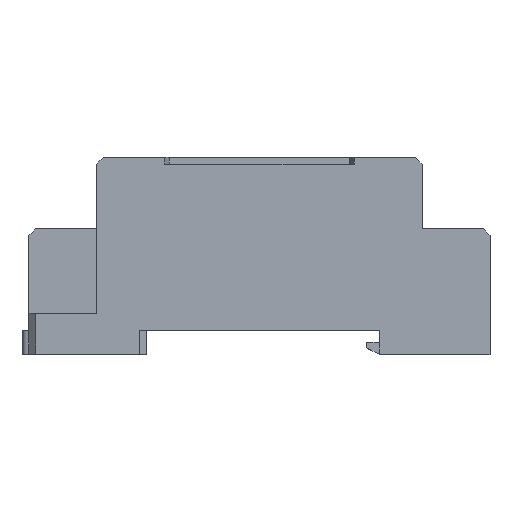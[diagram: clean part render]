
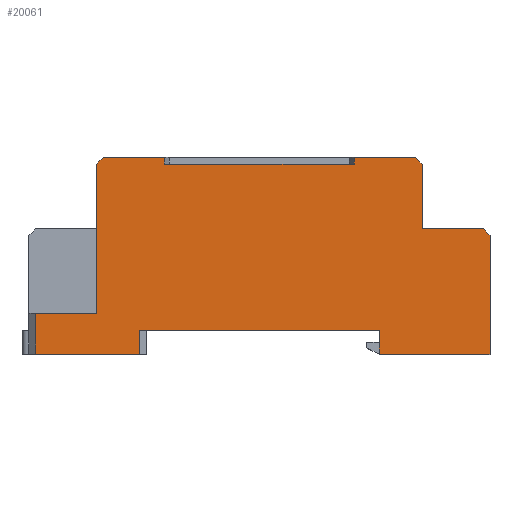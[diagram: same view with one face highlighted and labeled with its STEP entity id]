
A CAD part, top view. The second image highlights one B-rep face of the part: STEP entity #20061.
In plain terms, the highlighted planar face has unit normal (0, 0, 1).
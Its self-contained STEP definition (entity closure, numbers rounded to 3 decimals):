
#144 = VERTEX_POINT ( 'NONE', #19056 ) ;
#301 = VECTOR ( 'NONE', #16890, 1000. ) ;
#379 = PLANE ( 'NONE',  #11408 ) ;
#495 = VECTOR ( 'NONE', #19531, 1000. ) ;
#623 = ORIENTED_EDGE ( 'NONE', *, *, #17435, .T. ) ;
#723 = CARTESIAN_POINT ( 'NONE',  ( -17.7, 3.5, 15. ) ) ;
#952 = CARTESIAN_POINT ( 'NONE',  ( 26., 26., 15. ) ) ;
#1106 = EDGE_CURVE ( 'NONE', #10199, #8479, #11122, .T. ) ;
#1153 = VECTOR ( 'NONE', #10328, 1000. ) ;
#1207 = LINE ( 'NONE', #14097, #13279 ) ;
#1265 = CARTESIAN_POINT ( 'NONE',  ( 24., 29., 15. ) ) ;
#1292 = EDGE_CURVE ( 'NONE', #20816, #1942, #13067, .T. ) ;
#1304 = LINE ( 'NONE', #3823, #301 ) ;
#1328 = CARTESIAN_POINT ( 'NONE',  ( -33., 0., 15. ) ) ;
#1458 = CARTESIAN_POINT ( 'NONE',  ( -33., 6., 15. ) ) ;
#1530 = CARTESIAN_POINT ( 'NONE',  ( -33., 0., 15. ) ) ;
#1942 = VERTEX_POINT ( 'NONE', #10395 ) ;
#1974 = EDGE_LOOP ( 'NONE', ( #5459, #13266, #4572, #5640, #3407, #20241, #19115, #17177, #13631, #5110, #12635, #623, #8874, #8040, #14419, #3318, #4802, #2250, #18914 ) ) ;
#2250 = ORIENTED_EDGE ( 'NONE', *, *, #19102, .T. ) ;
#2514 = DIRECTION ( 'NONE',  ( -1., 0., 0. ) ) ;
#2551 = VERTEX_POINT ( 'NONE', #723 ) ;
#2732 = VERTEX_POINT ( 'NONE', #17653 ) ;
#2769 = CARTESIAN_POINT ( 'NONE',  ( 24., 18.5, 15. ) ) ;
#3042 = DIRECTION ( 'NONE',  ( -1., 0., 0. ) ) ;
#3089 = LINE ( 'NONE', #2769, #7351 ) ;
#3119 = VECTOR ( 'NONE', #13423, 1000. ) ;
#3165 = LINE ( 'NONE', #3651, #3119 ) ;
#3266 = EDGE_CURVE ( 'NONE', #19288, #144, #14158, .T. ) ;
#3318 = ORIENTED_EDGE ( 'NONE', *, *, #20663, .T. ) ;
#3407 = ORIENTED_EDGE ( 'NONE', *, *, #18412, .T. ) ;
#3492 = VECTOR ( 'NONE', #11085, 1000. ) ;
#3651 = CARTESIAN_POINT ( 'NONE',  ( 14., 28., 15. ) ) ;
#3709 = CARTESIAN_POINT ( 'NONE',  ( 0., 0., 15. ) ) ;
#3779 = DIRECTION ( 'NONE',  ( 0., 0., 1. ) ) ;
#3823 = CARTESIAN_POINT ( 'NONE',  ( -17.7, 0., 15. ) ) ;
#4020 = EDGE_CURVE ( 'NONE', #11669, #20816, #3165, .T. ) ;
#4173 = VERTEX_POINT ( 'NONE', #12199 ) ;
#4304 = CARTESIAN_POINT ( 'NONE',  ( 34., 17.5, 15. ) ) ;
#4572 = ORIENTED_EDGE ( 'NONE', *, *, #11187, .T. ) ;
#4754 = VECTOR ( 'NONE', #18328, 1000. ) ;
#4802 = ORIENTED_EDGE ( 'NONE', *, *, #10284, .T. ) ;
#4919 = LINE ( 'NONE', #10192, #4754 ) ;
#5110 = ORIENTED_EDGE ( 'NONE', *, *, #11434, .T. ) ;
#5459 = ORIENTED_EDGE ( 'NONE', *, *, #1292, .F. ) ;
#5576 = LINE ( 'NONE', #10427, #9886 ) ;
#5640 = ORIENTED_EDGE ( 'NONE', *, *, #20700, .T. ) ;
#5756 = CARTESIAN_POINT ( 'NONE',  ( 17.7, 0., 15. ) ) ;
#6316 = CARTESIAN_POINT ( 'NONE',  ( -17.7, 3.5, 15. ) ) ;
#6670 = VERTEX_POINT ( 'NONE', #5756 ) ;
#6971 = VECTOR ( 'NONE', #19195, 1000. ) ;
#7264 = EDGE_CURVE ( 'NONE', #8479, #14702, #4919, .T. ) ;
#7351 = VECTOR ( 'NONE', #12554, 1000. ) ;
#7551 = VERTEX_POINT ( 'NONE', #19450 ) ;
#8040 = ORIENTED_EDGE ( 'NONE', *, *, #1106, .T. ) ;
#8072 = LINE ( 'NONE', #952, #20018 ) ;
#8097 = CARTESIAN_POINT ( 'NONE',  ( -34., 0., 15. ) ) ;
#8254 = VERTEX_POINT ( 'NONE', #15007 ) ;
#8479 = VERTEX_POINT ( 'NONE', #4304 ) ;
#8495 = VERTEX_POINT ( 'NONE', #12404 ) ;
#8732 = CARTESIAN_POINT ( 'NONE',  ( 17.7, 3.5, 15. ) ) ;
#8874 = ORIENTED_EDGE ( 'NONE', *, *, #13737, .T. ) ;
#9476 = CARTESIAN_POINT ( 'NONE',  ( -34., 6., 15. ) ) ;
#9886 = VECTOR ( 'NONE', #20206, 1000. ) ;
#9929 = LINE ( 'NONE', #8732, #1153 ) ;
#10118 = CARTESIAN_POINT ( 'NONE',  ( -24., 6., 15. ) ) ;
#10192 = CARTESIAN_POINT ( 'NONE',  ( 25.75, 25.75, 15. ) ) ;
#10199 = VERTEX_POINT ( 'NONE', #18928 ) ;
#10250 = LINE ( 'NONE', #1265, #18936 ) ;
#10284 = EDGE_CURVE ( 'NONE', #7551, #8254, #3089, .T. ) ;
#10328 = DIRECTION ( 'NONE',  ( 0., -1., 0. ) ) ;
#10356 = DIRECTION ( 'NONE',  ( 0., 1., 0. ) ) ;
#10395 = CARTESIAN_POINT ( 'NONE',  ( 14., 29., 15. ) ) ;
#10427 = CARTESIAN_POINT ( 'NONE',  ( -26., 26., 15. ) ) ;
#10548 = VECTOR ( 'NONE', #16313, 1000. ) ;
#10743 = DIRECTION ( 'NONE',  ( -0.707, 0.707, 0. ) ) ;
#11085 = DIRECTION ( 'NONE',  ( 1., 0., 0. ) ) ;
#11120 = EDGE_CURVE ( 'NONE', #21313, #19288, #16394, .T. ) ;
#11122 = LINE ( 'NONE', #12433, #11176 ) ;
#11176 = VECTOR ( 'NONE', #10356, 1000. ) ;
#11187 = EDGE_CURVE ( 'NONE', #11669, #8495, #21012, .T. ) ;
#11408 = AXIS2_PLACEMENT_3D ( 'NONE', #3709, #3779, #15195 ) ;
#11434 = EDGE_CURVE ( 'NONE', #144, #2551, #1304, .T. ) ;
#11669 = VERTEX_POINT ( 'NONE', #15940 ) ;
#11687 = EDGE_CURVE ( 'NONE', #21313, #18868, #16512, .T. ) ;
#11790 = LINE ( 'NONE', #15901, #6971 ) ;
#12199 = CARTESIAN_POINT ( 'NONE',  ( -23., 29., 15. ) ) ;
#12404 = CARTESIAN_POINT ( 'NONE',  ( -14., 29., 15. ) ) ;
#12433 = CARTESIAN_POINT ( 'NONE',  ( 34., 18.5, 15. ) ) ;
#12554 = DIRECTION ( 'NONE',  ( 0., 1., 0. ) ) ;
#12635 = ORIENTED_EDGE ( 'NONE', *, *, #17214, .T. ) ;
#12810 = DIRECTION ( 'NONE',  ( 0., -1., 0. ) ) ;
#12887 = VERTEX_POINT ( 'NONE', #20511 ) ;
#13067 = LINE ( 'NONE', #17787, #13102 ) ;
#13102 = VECTOR ( 'NONE', #15135, 1000. ) ;
#13266 = ORIENTED_EDGE ( 'NONE', *, *, #4020, .F. ) ;
#13279 = VECTOR ( 'NONE', #15734, 1000. ) ;
#13423 = DIRECTION ( 'NONE',  ( 1., 0., 0. ) ) ;
#13582 = LINE ( 'NONE', #15592, #17426 ) ;
#13631 = ORIENTED_EDGE ( 'NONE', *, *, #3266, .T. ) ;
#13688 = VECTOR ( 'NONE', #21104, 1000. ) ;
#13737 = EDGE_CURVE ( 'NONE', #6670, #10199, #14893, .T. ) ;
#13853 = FACE_OUTER_BOUND ( 'NONE', #1974, .T. ) ;
#13918 = VERTEX_POINT ( 'NONE', #19946 ) ;
#14072 = EDGE_CURVE ( 'NONE', #12887, #1942, #13582, .T. ) ;
#14097 = CARTESIAN_POINT ( 'NONE',  ( -24., 29., 15. ) ) ;
#14158 = LINE ( 'NONE', #8097, #13688 ) ;
#14298 = CARTESIAN_POINT ( 'NONE',  ( 33., 18.5, 15. ) ) ;
#14419 = ORIENTED_EDGE ( 'NONE', *, *, #7264, .T. ) ;
#14526 = LINE ( 'NONE', #6316, #18361 ) ;
#14613 = CARTESIAN_POINT ( 'NONE',  ( 17.7, 0., 15. ) ) ;
#14702 = VERTEX_POINT ( 'NONE', #14298 ) ;
#14893 = LINE ( 'NONE', #14613, #10548 ) ;
#15007 = CARTESIAN_POINT ( 'NONE',  ( 24., 28., 15. ) ) ;
#15135 = DIRECTION ( 'NONE',  ( 0., 1., 0. ) ) ;
#15195 = DIRECTION ( 'NONE',  ( 1., 0., 0. ) ) ;
#15592 = CARTESIAN_POINT ( 'NONE',  ( 24., 29., 15. ) ) ;
#15734 = DIRECTION ( 'NONE',  ( 0., -1., 0. ) ) ;
#15901 = CARTESIAN_POINT ( 'NONE',  ( 34., 18.5, 15. ) ) ;
#15940 = CARTESIAN_POINT ( 'NONE',  ( -14., 28., 15. ) ) ;
#16035 = EDGE_CURVE ( 'NONE', #13918, #18868, #1207, .T. ) ;
#16038 = DIRECTION ( 'NONE',  ( 1., 0., 0. ) ) ;
#16241 = CARTESIAN_POINT ( 'NONE',  ( -14., 28., 15. ) ) ;
#16313 = DIRECTION ( 'NONE',  ( 1., 0., 0. ) ) ;
#16394 = LINE ( 'NONE', #1328, #18541 ) ;
#16400 = CARTESIAN_POINT ( 'NONE',  ( 14., 28., 15. ) ) ;
#16512 = LINE ( 'NONE', #9476, #3492 ) ;
#16890 = DIRECTION ( 'NONE',  ( 0., 1., 0. ) ) ;
#17177 = ORIENTED_EDGE ( 'NONE', *, *, #11120, .T. ) ;
#17214 = EDGE_CURVE ( 'NONE', #2551, #2732, #14526, .T. ) ;
#17426 = VECTOR ( 'NONE', #2514, 1000. ) ;
#17435 = EDGE_CURVE ( 'NONE', #2732, #6670, #9929, .T. ) ;
#17653 = CARTESIAN_POINT ( 'NONE',  ( 17.7, 3.5, 15. ) ) ;
#17787 = CARTESIAN_POINT ( 'NONE',  ( 14., 28., 15. ) ) ;
#18328 = DIRECTION ( 'NONE',  ( -0.707, 0.707, 0. ) ) ;
#18361 = VECTOR ( 'NONE', #16038, 1000. ) ;
#18412 = EDGE_CURVE ( 'NONE', #4173, #13918, #5576, .T. ) ;
#18541 = VECTOR ( 'NONE', #12810, 1000. ) ;
#18868 = VERTEX_POINT ( 'NONE', #10118 ) ;
#18914 = ORIENTED_EDGE ( 'NONE', *, *, #14072, .T. ) ;
#18928 = CARTESIAN_POINT ( 'NONE',  ( 34., 0., 15. ) ) ;
#18936 = VECTOR ( 'NONE', #3042, 1000. ) ;
#19056 = CARTESIAN_POINT ( 'NONE',  ( -17.7, 0., 15. ) ) ;
#19102 = EDGE_CURVE ( 'NONE', #8254, #12887, #8072, .T. ) ;
#19115 = ORIENTED_EDGE ( 'NONE', *, *, #11687, .F. ) ;
#19195 = DIRECTION ( 'NONE',  ( -1., 0., 0. ) ) ;
#19288 = VERTEX_POINT ( 'NONE', #1530 ) ;
#19450 = CARTESIAN_POINT ( 'NONE',  ( 24., 18.5, 15. ) ) ;
#19531 = DIRECTION ( 'NONE',  ( 0., 1., 0. ) ) ;
#19946 = CARTESIAN_POINT ( 'NONE',  ( -24., 28., 15. ) ) ;
#20018 = VECTOR ( 'NONE', #10743, 1000. ) ;
#20061 = ADVANCED_FACE ( 'NONE', ( #13853 ), #379, .T. ) ;
#20206 = DIRECTION ( 'NONE',  ( -0.707, -0.707, 0. ) ) ;
#20241 = ORIENTED_EDGE ( 'NONE', *, *, #16035, .T. ) ;
#20511 = CARTESIAN_POINT ( 'NONE',  ( 23., 29., 15. ) ) ;
#20663 = EDGE_CURVE ( 'NONE', #14702, #7551, #11790, .T. ) ;
#20700 = EDGE_CURVE ( 'NONE', #8495, #4173, #10250, .T. ) ;
#20816 = VERTEX_POINT ( 'NONE', #16400 ) ;
#21012 = LINE ( 'NONE', #16241, #495 ) ;
#21104 = DIRECTION ( 'NONE',  ( 1., 0., 0. ) ) ;
#21313 = VERTEX_POINT ( 'NONE', #1458 ) ;
